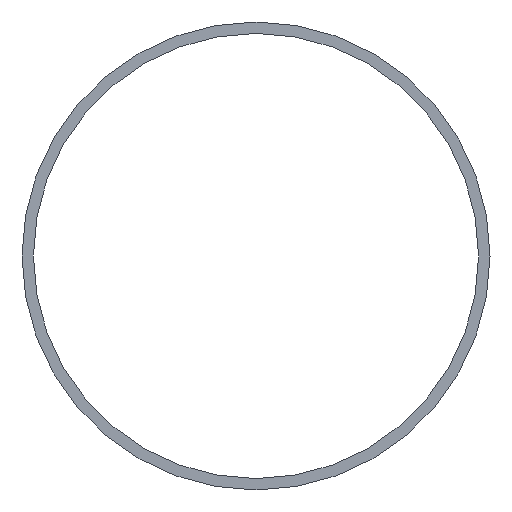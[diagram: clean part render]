
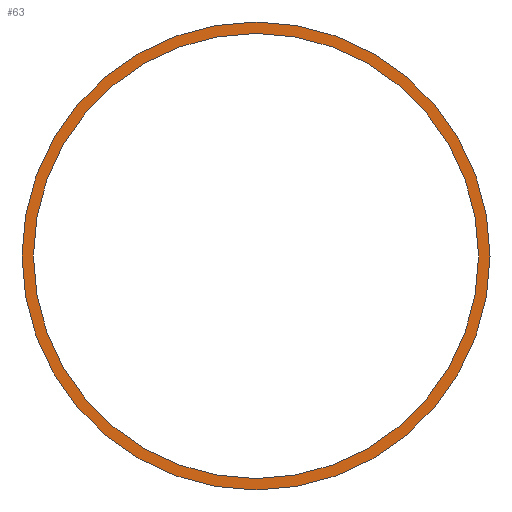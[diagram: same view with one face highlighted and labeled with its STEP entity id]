
A CAD part, left-side view. The second image highlights one B-rep face of the part: STEP entity #63.
In plain terms, the highlighted planar face has unit normal (-1, 0, 0).
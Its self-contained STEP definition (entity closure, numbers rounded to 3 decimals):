
#53 = EDGE_CURVE( '', #75, #65, #123, .T. );
#55 = VERTEX_POINT( '', #125 );
#63 = ADVANCED_FACE( '', ( #135, #136 ), #137, .F. );
#65 = VERTEX_POINT( '', #139 );
#69 = VERTEX_POINT( '', #143 );
#71 = EDGE_CURVE( '', #55, #69, #145, .T. );
#75 = VERTEX_POINT( '', #149 );
#99 = EDGE_CURVE( '', #65, #75, #177, .T. );
#101 = EDGE_CURVE( '', #69, #55, #179, .T. );
#123 = CIRCLE( '', #193, 112.5 );
#125 = CARTESIAN_POINT( '', ( 0., 0., 107. ) );
#135 = FACE_OUTER_BOUND( '', #207, .T. );
#136 = FACE_BOUND( '', #208, .T. );
#137 = PLANE( '', #209 );
#139 = CARTESIAN_POINT( '', ( 0., 0., -112.5 ) );
#143 = CARTESIAN_POINT( '', ( 0., 0., -107. ) );
#145 = CIRCLE( '', #218, 107. );
#149 = CARTESIAN_POINT( '', ( 0., 0., 112.5 ) );
#177 = CIRCLE( '', #258, 112.5 );
#179 = CIRCLE( '', #261, 107. );
#193 = AXIS2_PLACEMENT_3D( '', #269, #270, #271 );
#207 = EDGE_LOOP( '', ( #290, #291 ) );
#208 = EDGE_LOOP( '', ( #292, #293 ) );
#209 = AXIS2_PLACEMENT_3D( '', #294, #295, #296 );
#218 = AXIS2_PLACEMENT_3D( '', #297, #298, #299 );
#258 = AXIS2_PLACEMENT_3D( '', #334, #335, #336 );
#261 = AXIS2_PLACEMENT_3D( '', #337, #338, #339 );
#269 = CARTESIAN_POINT( '', ( 0., 0., 0. ) );
#270 = DIRECTION( '', ( 1., 0., 0. ) );
#271 = DIRECTION( '', ( 0., 0., -1. ) );
#290 = ORIENTED_EDGE( '', *, *, #99, .F. );
#291 = ORIENTED_EDGE( '', *, *, #53, .F. );
#292 = ORIENTED_EDGE( '', *, *, #101, .T. );
#293 = ORIENTED_EDGE( '', *, *, #71, .T. );
#294 = CARTESIAN_POINT( '', ( 0., 0., 0. ) );
#295 = DIRECTION( '', ( 1., 0., 0. ) );
#296 = DIRECTION( '', ( 0., 0., -1. ) );
#297 = CARTESIAN_POINT( '', ( 0., 0., 0. ) );
#298 = DIRECTION( '', ( 1., 0., 0. ) );
#299 = DIRECTION( '', ( 0., 0., -1. ) );
#334 = CARTESIAN_POINT( '', ( 0., 0., 0. ) );
#335 = DIRECTION( '', ( 1., 0., 0. ) );
#336 = DIRECTION( '', ( 0., 0., -1. ) );
#337 = CARTESIAN_POINT( '', ( 0., 0., 0. ) );
#338 = DIRECTION( '', ( 1., 0., 0. ) );
#339 = DIRECTION( '', ( 0., 0., -1. ) );
